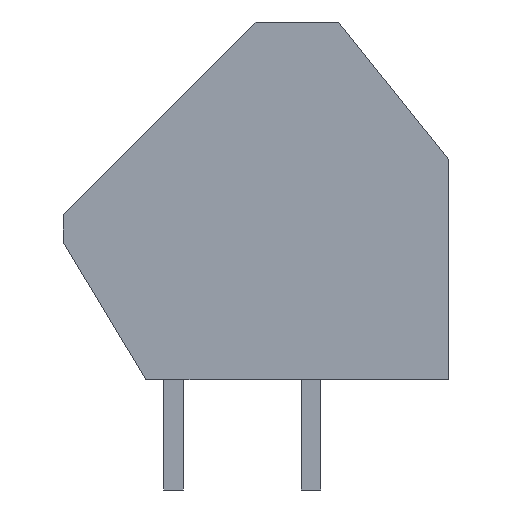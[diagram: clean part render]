
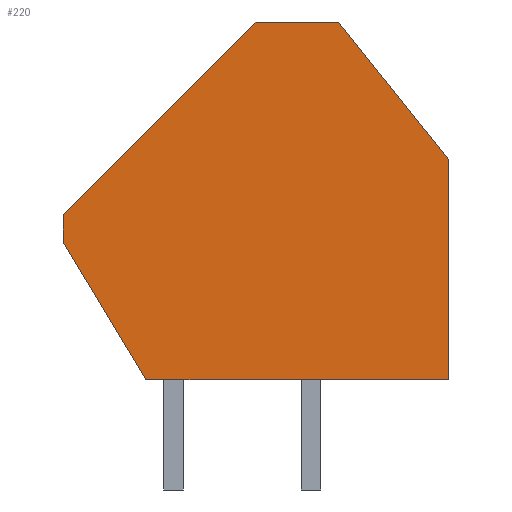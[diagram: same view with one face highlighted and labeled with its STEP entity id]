
A CAD part, left-side view. The second image highlights one B-rep face of the part: STEP entity #220.
In plain terms, the highlighted planar face has unit normal (-1, 0, 0).
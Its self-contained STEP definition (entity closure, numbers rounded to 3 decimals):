
#220=ADVANCED_FACE('',(#749),#751,.T.);
#749=FACE_BOUND('',#750,.T.);
#750=EDGE_LOOP('',(#1137,#1138,#1139,#1140,#1141,#1142,#1143));
#751=PLANE('',#752);
#752=AXIS2_PLACEMENT_3D('',#753,#754,#755);
#753=CARTESIAN_POINT('',(0.,14.,0.));
#754=DIRECTION('',(-1.,0.,0.));
#755=DIRECTION('',(0.,-1.,0.));
#1137=ORIENTED_EDGE('',*,*,#1390,.T.);
#1138=ORIENTED_EDGE('',*,*,#1391,.F.);
#1139=ORIENTED_EDGE('',*,*,#1380,.T.);
#1140=ORIENTED_EDGE('',*,*,#1371,.T.);
#1141=ORIENTED_EDGE('',*,*,#1389,.T.);
#1142=ORIENTED_EDGE('',*,*,#1392,.T.);
#1143=ORIENTED_EDGE('',*,*,#1393,.F.);
#1371=EDGE_CURVE('',#1531,#1536,#1538,.T.);
#1380=EDGE_CURVE('',#1555,#1531,#1556,.F.);
#1389=EDGE_CURVE('',#1536,#1569,#1571,.T.);
#1390=EDGE_CURVE('',#1572,#1573,#1574,.F.);
#1391=EDGE_CURVE('',#1555,#1573,#1575,.T.);
#1392=EDGE_CURVE('',#1569,#1576,#1577,.F.);
#1393=EDGE_CURVE('',#1572,#1576,#1578,.T.);
#1531=VERTEX_POINT('',#1828);
#1536=VERTEX_POINT('',#1837);
#1538=LINE('',#1841,#1842);
#1555=VERTEX_POINT('',#1876);
#1556=LINE('',#1877,#1878);
#1569=VERTEX_POINT('',#1906);
#1571=LINE('',#1910,#1911);
#1572=VERTEX_POINT('',#1913);
#1573=VERTEX_POINT('',#1914);
#1574=LINE('',#1915,#1916);
#1575=LINE('',#1918,#1919);
#1576=VERTEX_POINT('',#1921);
#1577=LINE('',#1922,#1923);
#1578=LINE('',#1925,#1926);
#1828=CARTESIAN_POINT('',(0.,11.,0.));
#1837=CARTESIAN_POINT('',(0.,0.,0.));
#1841=CARTESIAN_POINT('',(0.,11.,0.));
#1842=VECTOR('',#1843,1.);
#1843=DIRECTION('',(0.,-1.,0.));
#1876=CARTESIAN_POINT('',(0.,14.,5.));
#1877=CARTESIAN_POINT('',(0.,11.,0.));
#1878=VECTOR('',#1879,1.);
#1879=DIRECTION('',(0.,0.514,0.857));
#1906=CARTESIAN_POINT('',(0.,0.,8.));
#1910=CARTESIAN_POINT('',(0.,0.,0.));
#1911=VECTOR('',#1912,1.);
#1912=DIRECTION('',(0.,0.,1.));
#1913=CARTESIAN_POINT('',(0.,7.,13.));
#1914=CARTESIAN_POINT('',(0.,14.,6.));
#1915=CARTESIAN_POINT('',(0.,14.,6.));
#1916=VECTOR('',#1917,1.);
#1917=DIRECTION('',(0.,-0.707,0.707));
#1918=CARTESIAN_POINT('',(0.,14.,5.));
#1919=VECTOR('',#1920,1.);
#1920=DIRECTION('',(0.,0.,1.));
#1921=CARTESIAN_POINT('',(0.,4.,13.));
#1922=CARTESIAN_POINT('',(0.,4.,13.));
#1923=VECTOR('',#1924,1.);
#1924=DIRECTION('',(0.,-0.625,-0.781));
#1925=CARTESIAN_POINT('',(0.,7.,13.));
#1926=VECTOR('',#1927,1.);
#1927=DIRECTION('',(0.,-1.,0.));
